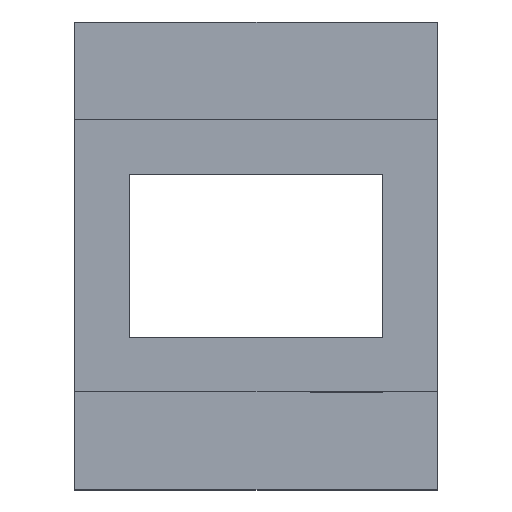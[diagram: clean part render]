
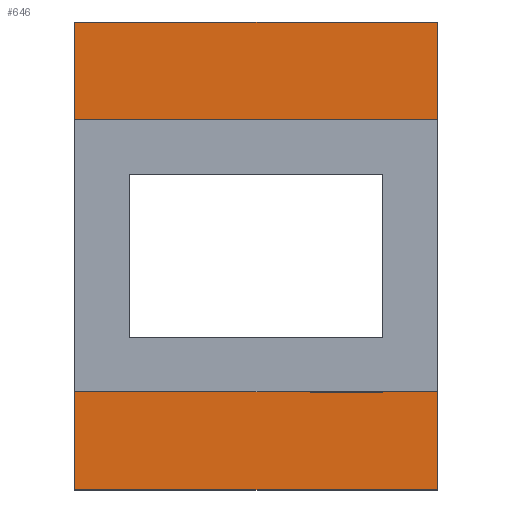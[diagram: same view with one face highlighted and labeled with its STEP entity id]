
A CAD part, top view. The second image highlights one B-rep face of the part: STEP entity #646.
In plain terms, the highlighted face is planar.
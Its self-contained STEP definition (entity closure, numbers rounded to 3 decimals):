
#43 = VERTEX_POINT('',#44);
#44 = CARTESIAN_POINT('',(0.,0.,-3.));
#51 = PLANE('',#52);
#52 = AXIS2_PLACEMENT_3D('',#53,#54,#55);
#53 = CARTESIAN_POINT('',(0.,0.,0.));
#54 = DIRECTION('',(0.,-1.,0.));
#55 = DIRECTION('',(1.,0.,0.));
#63 = PLANE('',#64);
#64 = AXIS2_PLACEMENT_3D('',#65,#66,#67);
#65 = CARTESIAN_POINT('',(0.,51.6,0.));
#66 = DIRECTION('',(-1.,-0.,-0.));
#67 = DIRECTION('',(0.,-1.,0.));
#75 = EDGE_CURVE('',#43,#76,#78,.T.);
#76 = VERTEX_POINT('',#77);
#77 = CARTESIAN_POINT('',(40.,0.,-3.));
#78 = SURFACE_CURVE('',#79,(#83,#90),.PCURVE_S1.);
#79 = LINE('',#80,#81);
#80 = CARTESIAN_POINT('',(0.,0.,-3.));
#81 = VECTOR('',#82,1.);
#82 = DIRECTION('',(1.,0.,0.));
#83 = PCURVE('',#51,#84);
#84 = DEFINITIONAL_REPRESENTATION('',(#85),#89);
#85 = LINE('',#86,#87);
#86 = CARTESIAN_POINT('',(0.,-3.));
#87 = VECTOR('',#88,1.);
#88 = DIRECTION('',(1.,0.));
#89 = ( GEOMETRIC_REPRESENTATION_CONTEXT(2) 
PARAMETRIC_REPRESENTATION_CONTEXT() REPRESENTATION_CONTEXT('2D SPACE',''
  ) );
#90 = PCURVE('',#91,#96);
#91 = PLANE('',#92);
#92 = AXIS2_PLACEMENT_3D('',#93,#94,#95);
#93 = CARTESIAN_POINT('',(20.,25.8,-3.));
#94 = DIRECTION('',(0.,0.,1.));
#95 = DIRECTION('',(1.,0.,0.));
#96 = DEFINITIONAL_REPRESENTATION('',(#97),#101);
#97 = LINE('',#98,#99);
#98 = CARTESIAN_POINT('',(-20.,-25.8));
#99 = VECTOR('',#100,1.);
#100 = DIRECTION('',(1.,0.));
#101 = ( GEOMETRIC_REPRESENTATION_CONTEXT(2) 
PARAMETRIC_REPRESENTATION_CONTEXT() REPRESENTATION_CONTEXT('2D SPACE',''
  ) );
#119 = PLANE('',#120);
#120 = AXIS2_PLACEMENT_3D('',#121,#122,#123);
#121 = CARTESIAN_POINT('',(40.,0.,0.));
#122 = DIRECTION('',(1.,0.,0.));
#123 = DIRECTION('',(0.,1.,0.));
#163 = VERTEX_POINT('',#164);
#164 = CARTESIAN_POINT('',(0.,51.6,-3.));
#178 = PLANE('',#179);
#179 = AXIS2_PLACEMENT_3D('',#180,#181,#182);
#180 = CARTESIAN_POINT('',(40.,51.6,0.));
#181 = DIRECTION('',(0.,1.,0.));
#182 = DIRECTION('',(-1.,0.,0.));
#190 = EDGE_CURVE('',#163,#43,#191,.T.);
#191 = SURFACE_CURVE('',#192,(#196,#203),.PCURVE_S1.);
#192 = LINE('',#193,#194);
#193 = CARTESIAN_POINT('',(0.,51.6,-3.));
#194 = VECTOR('',#195,1.);
#195 = DIRECTION('',(0.,-1.,0.));
#196 = PCURVE('',#63,#197);
#197 = DEFINITIONAL_REPRESENTATION('',(#198),#202);
#198 = LINE('',#199,#200);
#199 = CARTESIAN_POINT('',(0.,-3.));
#200 = VECTOR('',#201,1.);
#201 = DIRECTION('',(1.,0.));
#202 = ( GEOMETRIC_REPRESENTATION_CONTEXT(2) 
PARAMETRIC_REPRESENTATION_CONTEXT() REPRESENTATION_CONTEXT('2D SPACE',''
  ) );
#203 = PCURVE('',#91,#204);
#204 = DEFINITIONAL_REPRESENTATION('',(#205),#209);
#205 = LINE('',#206,#207);
#206 = CARTESIAN_POINT('',(-20.,25.8));
#207 = VECTOR('',#208,1.);
#208 = DIRECTION('',(0.,-1.));
#209 = ( GEOMETRIC_REPRESENTATION_CONTEXT(2) 
PARAMETRIC_REPRESENTATION_CONTEXT() REPRESENTATION_CONTEXT('2D SPACE',''
  ) );
#237 = EDGE_CURVE('',#76,#238,#240,.T.);
#238 = VERTEX_POINT('',#239);
#239 = CARTESIAN_POINT('',(40.,51.6,-3.));
#240 = SURFACE_CURVE('',#241,(#245,#252),.PCURVE_S1.);
#241 = LINE('',#242,#243);
#242 = CARTESIAN_POINT('',(40.,0.,-3.));
#243 = VECTOR('',#244,1.);
#244 = DIRECTION('',(0.,1.,0.));
#245 = PCURVE('',#119,#246);
#246 = DEFINITIONAL_REPRESENTATION('',(#247),#251);
#247 = LINE('',#248,#249);
#248 = CARTESIAN_POINT('',(0.,-3.));
#249 = VECTOR('',#250,1.);
#250 = DIRECTION('',(1.,0.));
#251 = ( GEOMETRIC_REPRESENTATION_CONTEXT(2) 
PARAMETRIC_REPRESENTATION_CONTEXT() REPRESENTATION_CONTEXT('2D SPACE',''
  ) );
#252 = PCURVE('',#91,#253);
#253 = DEFINITIONAL_REPRESENTATION('',(#254),#258);
#254 = LINE('',#255,#256);
#255 = CARTESIAN_POINT('',(20.,-25.8));
#256 = VECTOR('',#257,1.);
#257 = DIRECTION('',(0.,1.));
#258 = ( GEOMETRIC_REPRESENTATION_CONTEXT(2) 
PARAMETRIC_REPRESENTATION_CONTEXT() REPRESENTATION_CONTEXT('2D SPACE',''
  ) );
#437 = PLANE('',#438);
#438 = AXIS2_PLACEMENT_3D('',#439,#440,#441);
#439 = CARTESIAN_POINT('',(6.,34.8,0.));
#440 = DIRECTION('',(0.,-1.,0.));
#441 = DIRECTION('',(1.,0.,0.));
#465 = PLANE('',#466);
#466 = AXIS2_PLACEMENT_3D('',#467,#468,#469);
#467 = CARTESIAN_POINT('',(34.,34.8,0.));
#468 = DIRECTION('',(-1.,-0.,-0.));
#469 = DIRECTION('',(0.,-1.,0.));
#493 = PLANE('',#494);
#494 = AXIS2_PLACEMENT_3D('',#495,#496,#497);
#495 = CARTESIAN_POINT('',(34.,16.8,0.));
#496 = DIRECTION('',(0.,1.,0.));
#497 = DIRECTION('',(-1.,0.,0.));
#519 = PLANE('',#520);
#520 = AXIS2_PLACEMENT_3D('',#521,#522,#523);
#521 = CARTESIAN_POINT('',(6.,16.8,0.));
#522 = DIRECTION('',(1.,0.,0.));
#523 = DIRECTION('',(0.,1.,0.));
#646 = ADVANCED_FACE('',(#647,#673),#91,.F.);
#647 = FACE_BOUND('',#648,.F.);
#648 = EDGE_LOOP('',(#649,#650,#651,#672));
#649 = ORIENTED_EDGE('',*,*,#75,.T.);
#650 = ORIENTED_EDGE('',*,*,#237,.T.);
#651 = ORIENTED_EDGE('',*,*,#652,.T.);
#652 = EDGE_CURVE('',#238,#163,#653,.T.);
#653 = SURFACE_CURVE('',#654,(#658,#665),.PCURVE_S1.);
#654 = LINE('',#655,#656);
#655 = CARTESIAN_POINT('',(40.,51.6,-3.));
#656 = VECTOR('',#657,1.);
#657 = DIRECTION('',(-1.,0.,0.));
#658 = PCURVE('',#91,#659);
#659 = DEFINITIONAL_REPRESENTATION('',(#660),#664);
#660 = LINE('',#661,#662);
#661 = CARTESIAN_POINT('',(20.,25.8));
#662 = VECTOR('',#663,1.);
#663 = DIRECTION('',(-1.,0.));
#664 = ( GEOMETRIC_REPRESENTATION_CONTEXT(2) 
PARAMETRIC_REPRESENTATION_CONTEXT() REPRESENTATION_CONTEXT('2D SPACE',''
  ) );
#665 = PCURVE('',#178,#666);
#666 = DEFINITIONAL_REPRESENTATION('',(#667),#671);
#667 = LINE('',#668,#669);
#668 = CARTESIAN_POINT('',(0.,-3.));
#669 = VECTOR('',#670,1.);
#670 = DIRECTION('',(1.,0.));
#671 = ( GEOMETRIC_REPRESENTATION_CONTEXT(2) 
PARAMETRIC_REPRESENTATION_CONTEXT() REPRESENTATION_CONTEXT('2D SPACE',''
  ) );
#672 = ORIENTED_EDGE('',*,*,#190,.T.);
#673 = FACE_BOUND('',#674,.F.);
#674 = EDGE_LOOP('',(#675,#700,#723,#746));
#675 = ORIENTED_EDGE('',*,*,#676,.T.);
#676 = EDGE_CURVE('',#677,#679,#681,.T.);
#677 = VERTEX_POINT('',#678);
#678 = CARTESIAN_POINT('',(6.,34.8,-3.));
#679 = VERTEX_POINT('',#680);
#680 = CARTESIAN_POINT('',(34.,34.8,-3.));
#681 = SURFACE_CURVE('',#682,(#686,#693),.PCURVE_S1.);
#682 = LINE('',#683,#684);
#683 = CARTESIAN_POINT('',(6.,34.8,-3.));
#684 = VECTOR('',#685,1.);
#685 = DIRECTION('',(1.,0.,0.));
#686 = PCURVE('',#91,#687);
#687 = DEFINITIONAL_REPRESENTATION('',(#688),#692);
#688 = LINE('',#689,#690);
#689 = CARTESIAN_POINT('',(-14.,9.));
#690 = VECTOR('',#691,1.);
#691 = DIRECTION('',(1.,0.));
#692 = ( GEOMETRIC_REPRESENTATION_CONTEXT(2) 
PARAMETRIC_REPRESENTATION_CONTEXT() REPRESENTATION_CONTEXT('2D SPACE',''
  ) );
#693 = PCURVE('',#437,#694);
#694 = DEFINITIONAL_REPRESENTATION('',(#695),#699);
#695 = LINE('',#696,#697);
#696 = CARTESIAN_POINT('',(0.,-3.));
#697 = VECTOR('',#698,1.);
#698 = DIRECTION('',(1.,0.));
#699 = ( GEOMETRIC_REPRESENTATION_CONTEXT(2) 
PARAMETRIC_REPRESENTATION_CONTEXT() REPRESENTATION_CONTEXT('2D SPACE',''
  ) );
#700 = ORIENTED_EDGE('',*,*,#701,.T.);
#701 = EDGE_CURVE('',#679,#702,#704,.T.);
#702 = VERTEX_POINT('',#703);
#703 = CARTESIAN_POINT('',(34.,16.8,-3.));
#704 = SURFACE_CURVE('',#705,(#709,#716),.PCURVE_S1.);
#705 = LINE('',#706,#707);
#706 = CARTESIAN_POINT('',(34.,34.8,-3.));
#707 = VECTOR('',#708,1.);
#708 = DIRECTION('',(0.,-1.,0.));
#709 = PCURVE('',#91,#710);
#710 = DEFINITIONAL_REPRESENTATION('',(#711),#715);
#711 = LINE('',#712,#713);
#712 = CARTESIAN_POINT('',(14.,9.));
#713 = VECTOR('',#714,1.);
#714 = DIRECTION('',(0.,-1.));
#715 = ( GEOMETRIC_REPRESENTATION_CONTEXT(2) 
PARAMETRIC_REPRESENTATION_CONTEXT() REPRESENTATION_CONTEXT('2D SPACE',''
  ) );
#716 = PCURVE('',#465,#717);
#717 = DEFINITIONAL_REPRESENTATION('',(#718),#722);
#718 = LINE('',#719,#720);
#719 = CARTESIAN_POINT('',(0.,-3.));
#720 = VECTOR('',#721,1.);
#721 = DIRECTION('',(1.,0.));
#722 = ( GEOMETRIC_REPRESENTATION_CONTEXT(2) 
PARAMETRIC_REPRESENTATION_CONTEXT() REPRESENTATION_CONTEXT('2D SPACE',''
  ) );
#723 = ORIENTED_EDGE('',*,*,#724,.T.);
#724 = EDGE_CURVE('',#702,#725,#727,.T.);
#725 = VERTEX_POINT('',#726);
#726 = CARTESIAN_POINT('',(6.,16.8,-3.));
#727 = SURFACE_CURVE('',#728,(#732,#739),.PCURVE_S1.);
#728 = LINE('',#729,#730);
#729 = CARTESIAN_POINT('',(34.,16.8,-3.));
#730 = VECTOR('',#731,1.);
#731 = DIRECTION('',(-1.,0.,0.));
#732 = PCURVE('',#91,#733);
#733 = DEFINITIONAL_REPRESENTATION('',(#734),#738);
#734 = LINE('',#735,#736);
#735 = CARTESIAN_POINT('',(14.,-9.));
#736 = VECTOR('',#737,1.);
#737 = DIRECTION('',(-1.,0.));
#738 = ( GEOMETRIC_REPRESENTATION_CONTEXT(2) 
PARAMETRIC_REPRESENTATION_CONTEXT() REPRESENTATION_CONTEXT('2D SPACE',''
  ) );
#739 = PCURVE('',#493,#740);
#740 = DEFINITIONAL_REPRESENTATION('',(#741),#745);
#741 = LINE('',#742,#743);
#742 = CARTESIAN_POINT('',(0.,-3.));
#743 = VECTOR('',#744,1.);
#744 = DIRECTION('',(1.,0.));
#745 = ( GEOMETRIC_REPRESENTATION_CONTEXT(2) 
PARAMETRIC_REPRESENTATION_CONTEXT() REPRESENTATION_CONTEXT('2D SPACE',''
  ) );
#746 = ORIENTED_EDGE('',*,*,#747,.T.);
#747 = EDGE_CURVE('',#725,#677,#748,.T.);
#748 = SURFACE_CURVE('',#749,(#753,#760),.PCURVE_S1.);
#749 = LINE('',#750,#751);
#750 = CARTESIAN_POINT('',(6.,16.8,-3.));
#751 = VECTOR('',#752,1.);
#752 = DIRECTION('',(0.,1.,0.));
#753 = PCURVE('',#91,#754);
#754 = DEFINITIONAL_REPRESENTATION('',(#755),#759);
#755 = LINE('',#756,#757);
#756 = CARTESIAN_POINT('',(-14.,-9.));
#757 = VECTOR('',#758,1.);
#758 = DIRECTION('',(0.,1.));
#759 = ( GEOMETRIC_REPRESENTATION_CONTEXT(2) 
PARAMETRIC_REPRESENTATION_CONTEXT() REPRESENTATION_CONTEXT('2D SPACE',''
  ) );
#760 = PCURVE('',#519,#761);
#761 = DEFINITIONAL_REPRESENTATION('',(#762),#766);
#762 = LINE('',#763,#764);
#763 = CARTESIAN_POINT('',(0.,-3.));
#764 = VECTOR('',#765,1.);
#765 = DIRECTION('',(1.,0.));
#766 = ( GEOMETRIC_REPRESENTATION_CONTEXT(2) 
PARAMETRIC_REPRESENTATION_CONTEXT() REPRESENTATION_CONTEXT('2D SPACE',''
  ) );
